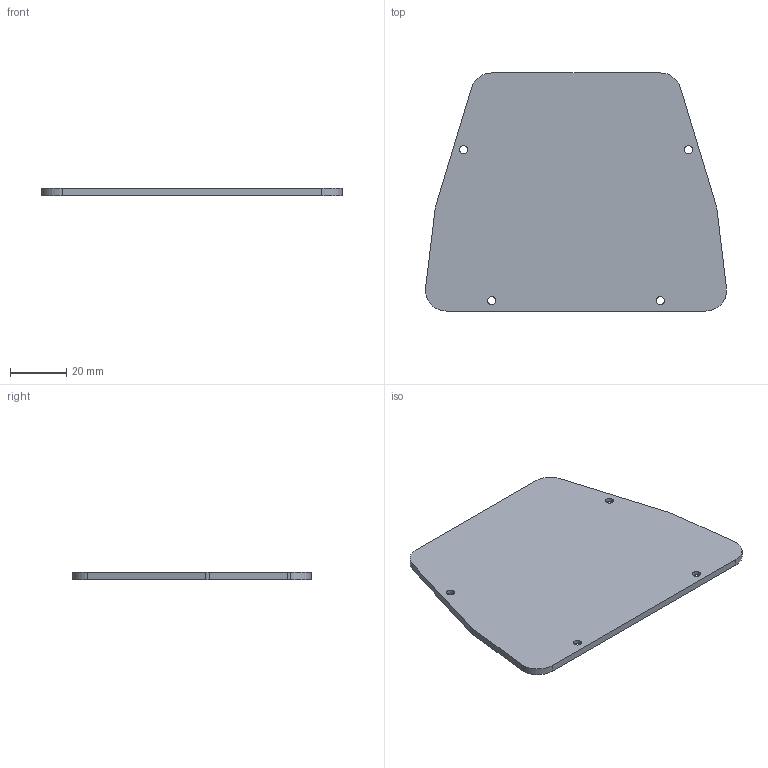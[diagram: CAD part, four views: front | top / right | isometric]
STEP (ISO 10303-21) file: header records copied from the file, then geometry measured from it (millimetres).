
FILE_DESCRIPTION (( 'STEP AP203' ), '1' );
FILE_NAME ('Lower Lid.STEP', '2022-05-12T21:58:03', ( '' ), ( '' ), 'SwSTEP 2.0', 'SolidWorks 2020', '' );
FILE_SCHEMA (( 'CONFIG_CONTROL_DESIGN' ));
Length unit declared in the file: millimetre
Products named in the file (1): Lower Lid
Bounding box: 107.23 x 84.8 x 2.5 mm (x, y, z)
Volume: 19705.2 mm3; surface area: 16726.6 mm2
Topology: 1 solids, 1 shells, 31 faces, 79 edges, 50 vertices
Faces by surface type: cylinder 15, cone 8, plane 8
Entity records: 1040 total; most frequent: DIRECTION 181, CARTESIAN_POINT 161, ORIENTED_EDGE 158, EDGE_CURVE 79, AXIS2_PLACEMENT_3D 70, VERTEX_POINT 50, LINE 41, VECTOR 41
